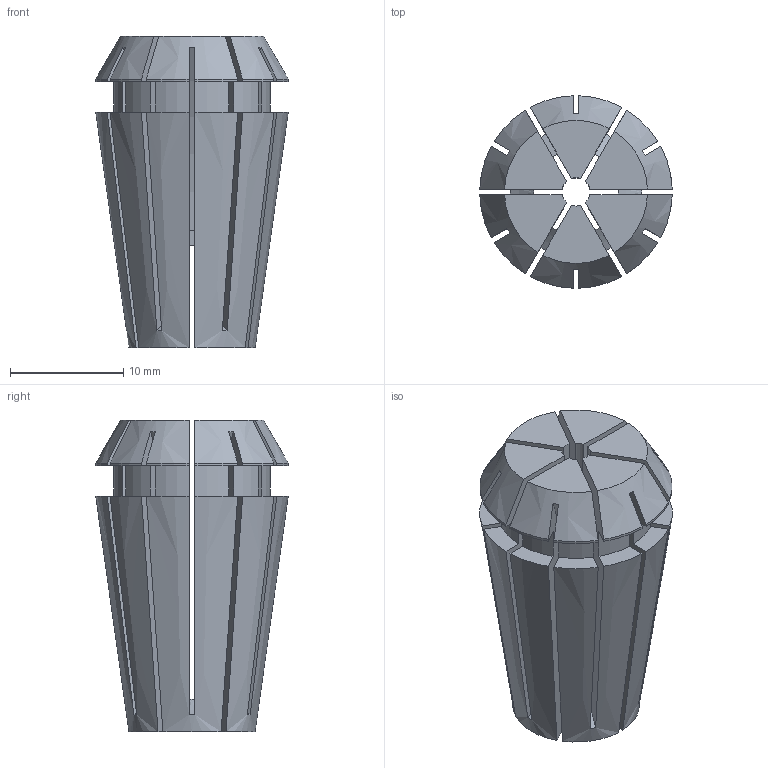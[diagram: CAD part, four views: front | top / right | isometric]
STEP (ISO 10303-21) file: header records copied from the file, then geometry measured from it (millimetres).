
FILE_DESCRIPTION (( 'STEP AP203' ), '1' );
FILE_NAME ('STP-5250-113-016-002.5-0(04316-02.5).STEP', '2024-02-20T08:44:39', ( '' ), ( '' ), 'SwSTEP 2.0', 'SolidWorks 2017', '' );
FILE_SCHEMA (( 'CONFIG_CONTROL_DESIGN' ));
Length unit declared in the file: millimetre
Products named in the file (1): STP-5250-113-016-002.5-0(04316-02.5)
Bounding box: 16.99 x 16.99 x 27.5 mm (x, y, z)
Volume: 3228.5 mm3; surface area: 4444.6 mm2
Topology: 1 solids, 1 shells, 134 faces, 402 edges, 268 vertices
Faces by surface type: plane 72, cylinder 49, cone 13
Entity records: 4823 total; most frequent: CARTESIAN_POINT 1129, ORIENTED_EDGE 804, DIRECTION 732, EDGE_CURVE 402, VERTEX_POINT 268, AXIS2_PLACEMENT_3D 263, LINE 206, VECTOR 206
